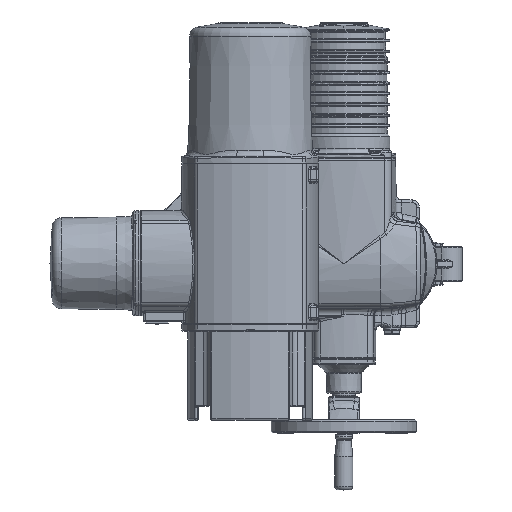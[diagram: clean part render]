
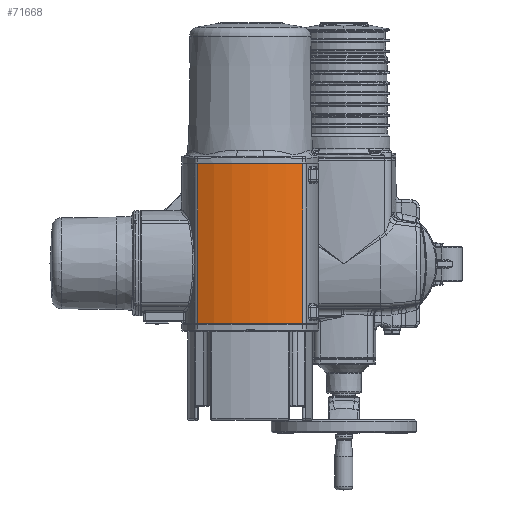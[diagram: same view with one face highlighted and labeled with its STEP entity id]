
A CAD part, top view. The second image highlights one B-rep face of the part: STEP entity #71668.
In plain terms, the highlighted cylindrical face has radius 130 mm (diameter 260 mm), a partial arc.
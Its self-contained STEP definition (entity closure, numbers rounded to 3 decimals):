
#4762=FACE_OUTER_BOUND('',#9430,.T.);
#9430=EDGE_LOOP('',(#45856,#45857,#45858,#45859));
#17290=LINE('',#111308,#20853);
#17292=LINE('',#111349,#20855);
#20853=VECTOR('',#83912,175.2);
#20855=VECTOR('',#83918,175.2);
#24613=CIRCLE('',#76494,130.);
#24632=CIRCLE('',#76524,130.);
#28207=VERTEX_POINT('',#108809);
#28208=VERTEX_POINT('',#108813);
#28255=VERTEX_POINT('',#111307);
#28258=VERTEX_POINT('',#111348);
#34833=EDGE_CURVE('',#28207,#28208,#24613,.T.);
#34890=EDGE_CURVE('',#28207,#28255,#17290,.T.);
#34894=EDGE_CURVE('',#28208,#28258,#17292,.T.);
#34896=EDGE_CURVE('',#28258,#28255,#24632,.T.);
#45856=ORIENTED_EDGE('',*,*,#34890,.F.);
#45857=ORIENTED_EDGE('',*,*,#34833,.T.);
#45858=ORIENTED_EDGE('',*,*,#34894,.T.);
#45859=ORIENTED_EDGE('',*,*,#34896,.T.);
#66001=CYLINDRICAL_SURFACE('',#76523,130.);
#71668=ADVANCED_FACE('',(#4762),#66001,.T.);
#76494=AXIS2_PLACEMENT_3D('',#108817,#83845,#83846);
#76523=AXIS2_PLACEMENT_3D('',#111351,#83921,#83922);
#76524=AXIS2_PLACEMENT_3D('',#111352,#83923,#83924);
#83845=DIRECTION('center_axis',(0.,1.,0.));
#83846=DIRECTION('ref_axis',(-1.,0.,0.));
#83912=DIRECTION('',(0.,1.,0.));
#83918=DIRECTION('',(0.,1.,0.));
#83921=DIRECTION('center_axis',(0.,1.,0.));
#83922=DIRECTION('ref_axis',(-1.,0.,0.));
#83923=DIRECTION('center_axis',(0.,-1.,0.));
#83924=DIRECTION('ref_axis',(-1.,0.,0.));
#108809=CARTESIAN_POINT('',(-200.825,-66.1,576.931));
#108813=CARTESIAN_POINT('',(-85.175,-66.1,576.931));
#108817=CARTESIAN_POINT('Origin',(-143.,-66.1,460.5));
#111307=CARTESIAN_POINT('',(-200.825,109.1,576.931));
#111308=CARTESIAN_POINT('',(-200.825,-66.1,576.931));
#111348=CARTESIAN_POINT('',(-85.175,109.1,576.931));
#111349=CARTESIAN_POINT('',(-85.175,-66.1,576.931));
#111351=CARTESIAN_POINT('Origin',(-143.,-66.5,460.5));
#111352=CARTESIAN_POINT('Origin',(-143.,109.1,460.5));
